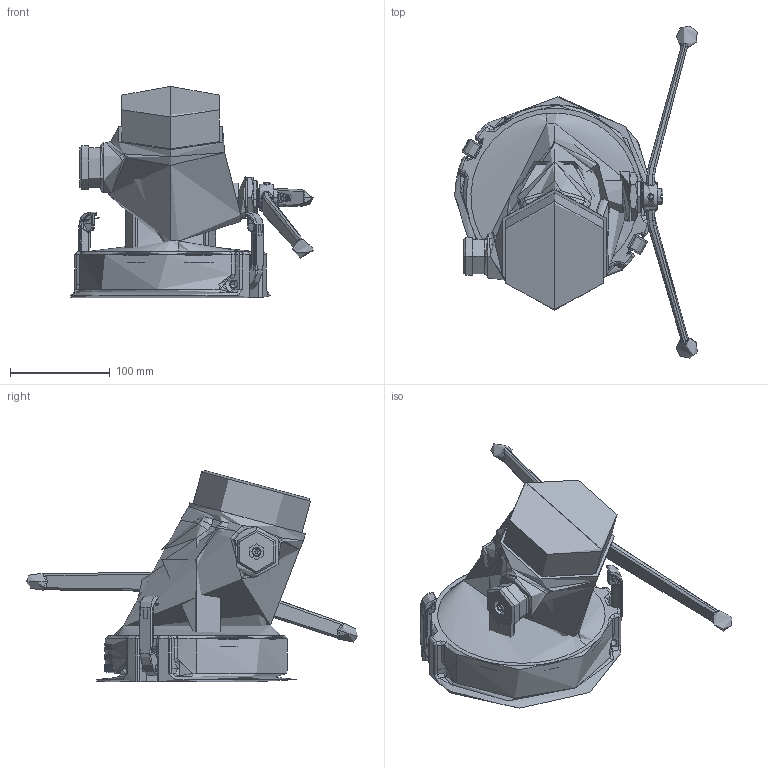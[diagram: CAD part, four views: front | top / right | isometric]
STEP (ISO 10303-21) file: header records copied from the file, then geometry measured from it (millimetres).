
FILE_DESCRIPTION (( 'STEP AP214' ), '1' );
FILE_NAME ('VKAL4S.STEP', '2012-08-01T08:28:24', ( 'Admin2' ), ( '' ), 'SwSTEP 2.0', 'SolidWorks 2010', '' );
FILE_SCHEMA (( 'AUTOMOTIVE_DESIGN' ));
Length unit declared in the file: millimetre
Products named in the file (1): VKAL4S
Bounding box: 242.89 x 332.6 x 211.55 mm (x, y, z)
Topology: 0 solids, 35 shells, 1043 faces, 2789 edges, 1766 vertices
Faces by surface type: bspline 393, plane 343, cylinder 286, cone 21
Entity records: 82389 total; most frequent: CARTESIAN_POINT 48948, ORIENTED_EDGE 5097, DIRECTION 3370, EDGE_CURVE 2760, VERTEX_POINT 1764, AXIS2_PLACEMENT_3D 1213, EDGE_LOOP 1159, B_SPLINE_CURVE_WITH_KNOTS 1152
